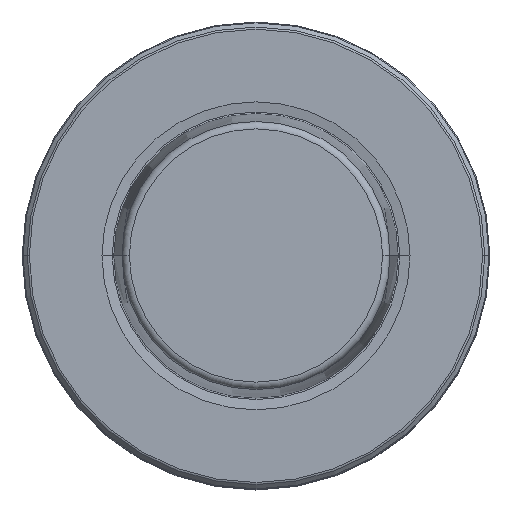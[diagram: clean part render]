
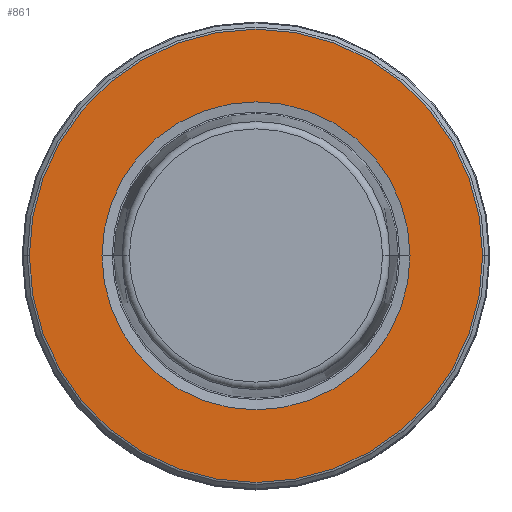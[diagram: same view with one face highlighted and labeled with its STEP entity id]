
A CAD part, top view. The second image highlights one B-rep face of the part: STEP entity #861.
In plain terms, the highlighted planar face has unit normal (0, 0, 1).
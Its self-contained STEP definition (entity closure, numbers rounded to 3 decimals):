
#67 = FACE_OUTER_BOUND ( 'NONE', #454, .T. ) ;
#89 = VERTEX_POINT ( 'NONE', #473 ) ;
#133 = VERTEX_POINT ( 'NONE', #1092 ) ;
#143 = VERTEX_POINT ( 'NONE', #196 ) ;
#165 = AXIS2_PLACEMENT_3D ( 'NONE', #324, #1168, #1497 ) ;
#196 = CARTESIAN_POINT ( 'NONE',  ( -30.534, 0., -5. ) ) ;
#224 = VERTEX_POINT ( 'NONE', #586 ) ;
#243 = DIRECTION ( 'NONE',  ( 1., 0., 0. ) ) ;
#271 = PLANE ( 'NONE',  #414 ) ;
#313 = CIRCLE ( 'NONE', #1422, 30.534 ) ;
#315 = AXIS2_PLACEMENT_3D ( 'NONE', #1294, #1098, #243 ) ;
#324 = CARTESIAN_POINT ( 'NONE',  ( 0., 0., -5. ) ) ;
#389 = CIRCLE ( 'NONE', #165, 20.745 ) ;
#414 = AXIS2_PLACEMENT_3D ( 'NONE', #674, #955, #447 ) ;
#447 = DIRECTION ( 'NONE',  ( 1., 0., 0. ) ) ;
#454 = EDGE_LOOP ( 'NONE', ( #734, #864 ) ) ;
#465 = EDGE_CURVE ( 'NONE', #224, #89, #1164, .T. ) ;
#473 = CARTESIAN_POINT ( 'NONE',  ( 20.745, 0., -5. ) ) ;
#505 = DIRECTION ( 'NONE',  ( 1., 0., 0. ) ) ;
#524 = CARTESIAN_POINT ( 'NONE',  ( 0., 0., -5. ) ) ;
#556 = ORIENTED_EDGE ( 'NONE', *, *, #465, .F. ) ;
#586 = CARTESIAN_POINT ( 'NONE',  ( -20.745, 0., -5. ) ) ;
#635 = DIRECTION ( 'NONE',  ( 0., 0., 1. ) ) ;
#674 = CARTESIAN_POINT ( 'NONE',  ( 0., 0., -5. ) ) ;
#685 = AXIS2_PLACEMENT_3D ( 'NONE', #524, #635, #927 ) ;
#734 = ORIENTED_EDGE ( 'NONE', *, *, #1425, .T. ) ;
#744 = CIRCLE ( 'NONE', #685, 30.534 ) ;
#757 = EDGE_CURVE ( 'NONE', #143, #133, #744, .T. ) ;
#771 = ORIENTED_EDGE ( 'NONE', *, *, #1237, .F. ) ;
#861 = ADVANCED_FACE ( 'NONE', ( #67, #1277 ), #271, .T. ) ;
#864 = ORIENTED_EDGE ( 'NONE', *, *, #757, .T. ) ;
#927 = DIRECTION ( 'NONE',  ( 1., 0., 0. ) ) ;
#955 = DIRECTION ( 'NONE',  ( 0., 0., 1. ) ) ;
#1012 = EDGE_LOOP ( 'NONE', ( #771, #556 ) ) ;
#1092 = CARTESIAN_POINT ( 'NONE',  ( 30.534, 0., -5. ) ) ;
#1098 = DIRECTION ( 'NONE',  ( 0., 0., 1. ) ) ;
#1114 = CARTESIAN_POINT ( 'NONE',  ( 0., 0., -5. ) ) ;
#1164 = CIRCLE ( 'NONE', #315, 20.745 ) ;
#1168 = DIRECTION ( 'NONE',  ( 0., 0., 1. ) ) ;
#1237 = EDGE_CURVE ( 'NONE', #89, #224, #389, .T. ) ;
#1277 = FACE_BOUND ( 'NONE', #1012, .T. ) ;
#1294 = CARTESIAN_POINT ( 'NONE',  ( 0., 0., -5. ) ) ;
#1341 = DIRECTION ( 'NONE',  ( 0., 0., 1. ) ) ;
#1422 = AXIS2_PLACEMENT_3D ( 'NONE', #1114, #1341, #505 ) ;
#1425 = EDGE_CURVE ( 'NONE', #133, #143, #313, .T. ) ;
#1497 = DIRECTION ( 'NONE',  ( 1., 0., 0. ) ) ;
